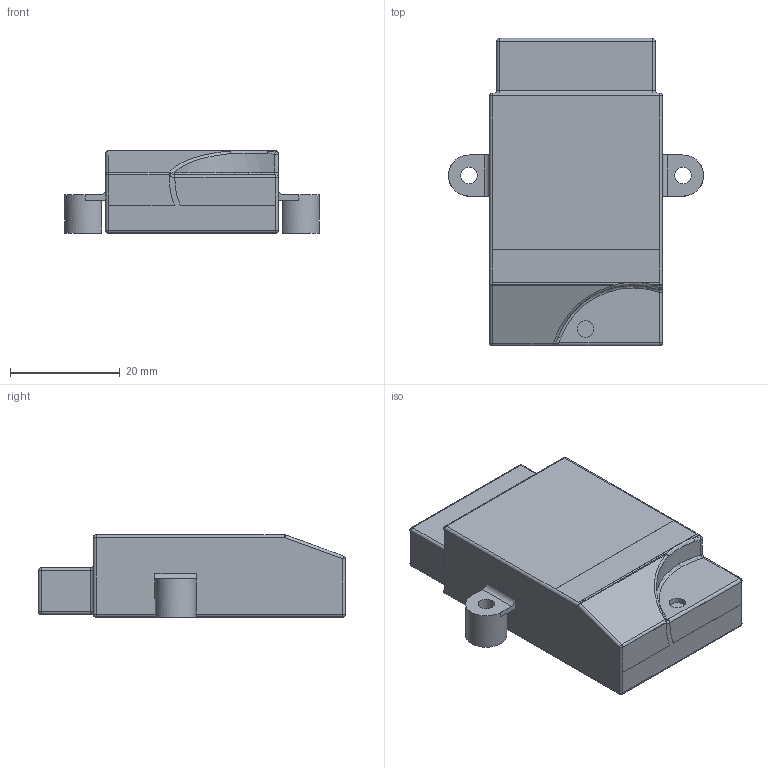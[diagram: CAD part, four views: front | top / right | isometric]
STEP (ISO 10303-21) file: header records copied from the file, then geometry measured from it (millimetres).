
FILE_DESCRIPTION(/* description */ (''),/* implementation_level */ '2;1');
FILE_NAME(/* name */ 'Traxxas ESC XL-5 v5.step',/* time_stamp */ '2021-07-14T14:19:41-04:00',/* author */ (''),/* organization */ (''),/* preprocessor_version */ 'ST-DEVELOPER v18.1',/* originating_system */ 'Autodesk Translation Framework v10.9.0.1377',/* authorisation */ '');
FILE_SCHEMA (('AUTOMOTIVE_DESIGN { 1 0 10303 214 3 1 1 }'));
Length unit declared in the file: millimetre
Products named in the file (1): Traxxas ESC XL-5
Bounding box: 46.5 x 56 x 15 mm (x, y, z)
Volume: 23601.5 mm3; surface area: 6351.2 mm2
Topology: 1 solids, 1 shells, 114 faces, 260 edges, 137 vertices
Faces by surface type: plane 42, cylinder 41, sphere 18, bspline 7, torus 6
Full cylindrical faces by diameter (mm): 3 x3
Entity records: 3414 total; most frequent: CARTESIAN_POINT 863, DIRECTION 559, ORIENTED_EDGE 492, EDGE_CURVE 246, AXIS2_PLACEMENT_3D 215, VERTEX_POINT 137, LINE 129, VECTOR 129
